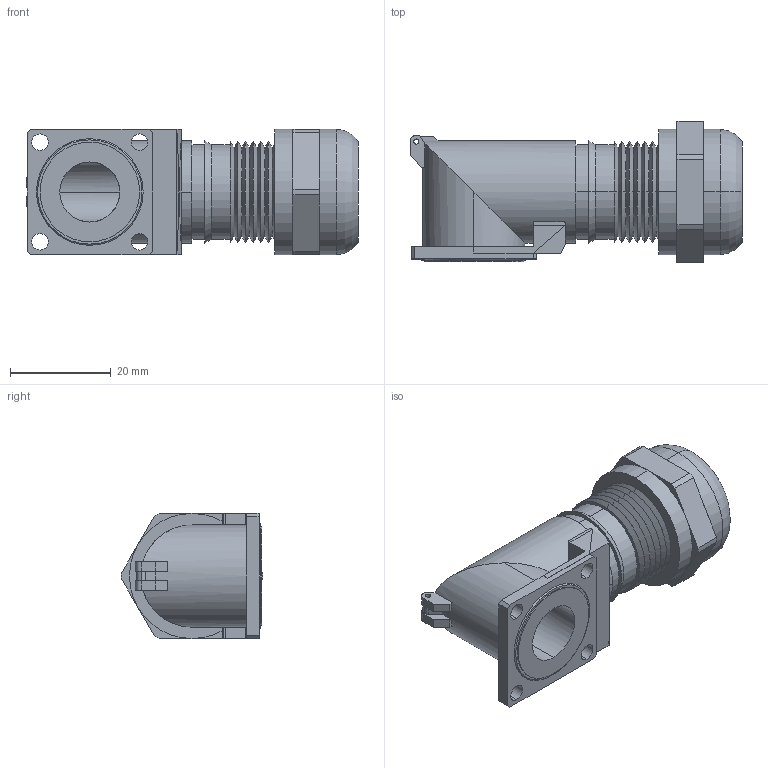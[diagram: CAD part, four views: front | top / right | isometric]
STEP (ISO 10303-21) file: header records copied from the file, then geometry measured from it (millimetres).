
FILE_DESCRIPTION (( 'STEP AP203' ), '1' );
FILE_NAME ('ED20FA-BR.STEP', '2008-06-28T12:11:13', ( 'BSI 02' ), ( 'BAYSTATE' ), 'SwSTEP 2.0', 'SolidWorks 2007', '' );
FILE_SCHEMA (( 'CONFIG_CONTROL_DESIGN' ));
Length unit declared in the file: inch
Products named in the file (1): ED20FA-BR
Bounding box: 66.04 x 28.11 x 25 mm (x, y, z)
Volume: 17296.7 mm3; surface area: 11484.4 mm2
Topology: 3 solids, 4 shells, 192 faces, 461 edges, 281 vertices
Faces by surface type: plane 88, cylinder 68, cone 32, torus 4
Entity records: 5654 total; most frequent: DIRECTION 1009, CARTESIAN_POINT 985, ORIENTED_EDGE 922, EDGE_CURVE 461, AXIS2_PLACEMENT_3D 369, VERTEX_POINT 281, VECTOR 271, LINE 271
